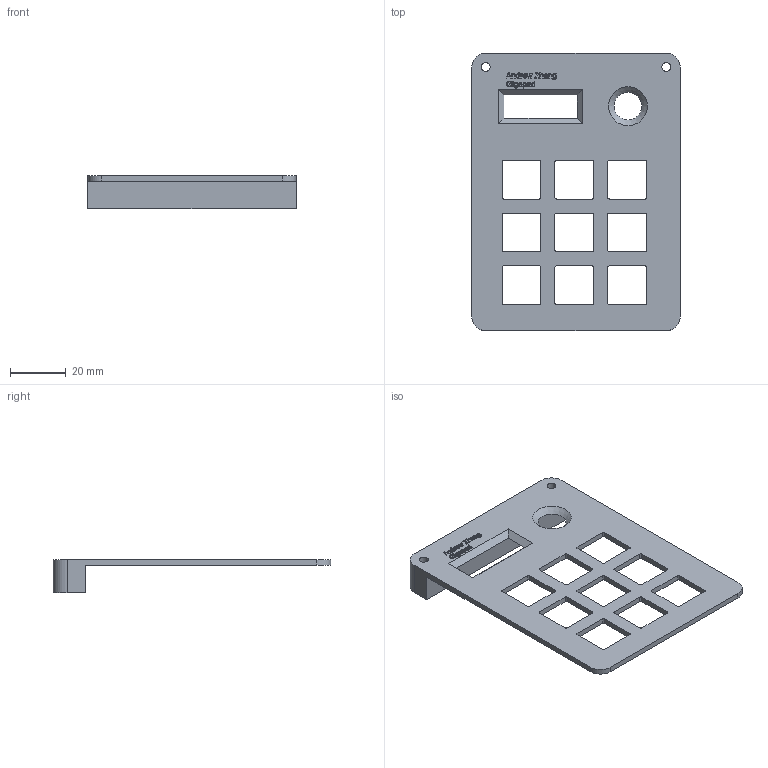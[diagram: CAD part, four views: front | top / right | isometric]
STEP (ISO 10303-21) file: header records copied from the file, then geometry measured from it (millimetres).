
FILE_DESCRIPTION(/* description */ (''),/* implementation_level */ '2;1');
FILE_NAME(/* name */ 'Case Top.step',/* time_stamp */ '2026-02-08T16:23:03-05:00',/* author */ (''),/* organization */ (''),/* preprocessor_version */ 'ST-DEVELOPER v20.1',/* originating_system */ 'Autodesk Translation Framework v14.24.0.0',/* authorisation */ '');
FILE_SCHEMA (('AUTOMOTIVE_DESIGN { 1 0 10303 214 3 1 1 }'));
Length unit declared in the file: millimetre
Products named in the file (1): 2026-02-07-01-16-41-371
Bounding box: 75 x 100 x 12.2 mm (x, y, z)
Volume: 18931.9 mm3; surface area: 14525.7 mm2
Topology: 1 solids, 1 shells, 522 faces, 1473 edges, 982 vertices
Faces by surface type: bspline 281, plane 198, cylinder 42, cone 1
Full cylindrical faces by diameter (mm): 3.2 x2
Entity records: 19498 total; most frequent: CARTESIAN_POINT 7755, ORIENTED_EDGE 2946, DIRECTION 1481, EDGE_CURVE 1473, VERTEX_POINT 982, LINE 825, VECTOR 825, EDGE_LOOP 577
